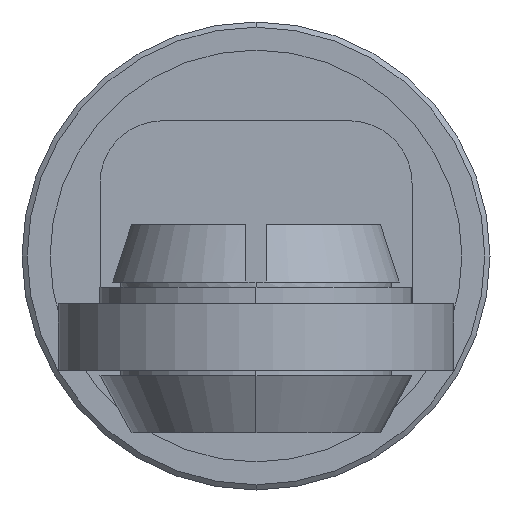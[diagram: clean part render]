
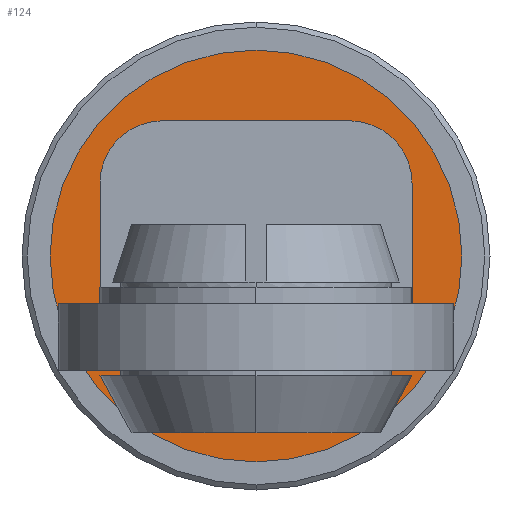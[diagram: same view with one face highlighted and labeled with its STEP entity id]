
A CAD part, left-side view. The second image highlights one B-rep face of the part: STEP entity #124.
In plain terms, the highlighted planar face has unit normal (-1, 0, 0).
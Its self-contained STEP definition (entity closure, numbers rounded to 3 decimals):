
#124=ADVANCED_FACE('',(#389),#388,.F.);
#388=PLANE('',#1902);
#389=FACE_OUTER_BOUND('',#1903,.T.);
#1899=CARTESIAN_POINT('',(178.442,-20.577,127.823));
#1900=DIRECTION('',(1.,0.,0.));
#1901=DIRECTION('',(0.,0.,-1.));
#1902=AXIS2_PLACEMENT_3D('',#1899,#1900,#1901);
#1903=EDGE_LOOP('',(#2942,#2943));
#2942=ORIENTED_EDGE('',*,*,#3694,.T.);
#2943=ORIENTED_EDGE('',*,*,#3695,.T.);
#3694=EDGE_CURVE('',#4451,#4452,#4453,.T.);
#3695=EDGE_CURVE('',#4452,#4451,#4459,.T.);
#4451=VERTEX_POINT('',#6848);
#4452=VERTEX_POINT('',#6849);
#4453=CIRCLE('',#6853,9.9);
#4459=CIRCLE('',#6857,9.9);
#6848=CARTESIAN_POINT('',(178.442,0.,124.853));
#6849=CARTESIAN_POINT('',(178.442,0.,105.053));
#6850=CARTESIAN_POINT('',(178.442,0.,114.953));
#6851=DIRECTION('',(-1.,0.,0.));
#6852=DIRECTION('',(0.,0.,1.));
#6853=AXIS2_PLACEMENT_3D('',#6850,#6851,#6852);
#6854=CARTESIAN_POINT('',(178.442,0.,114.953));
#6855=DIRECTION('',(-1.,0.,0.));
#6856=DIRECTION('',(0.,0.,1.));
#6857=AXIS2_PLACEMENT_3D('',#6854,#6855,#6856);
